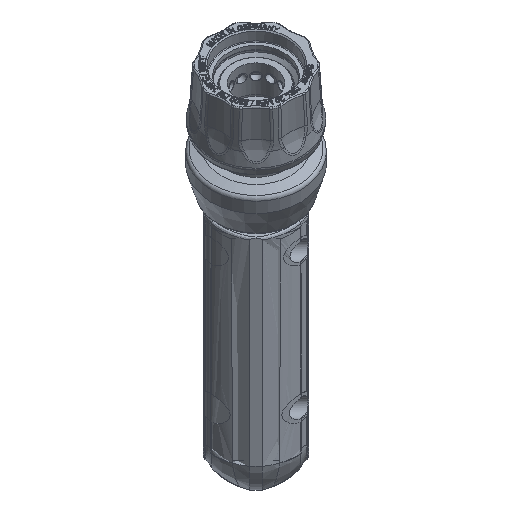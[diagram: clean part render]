
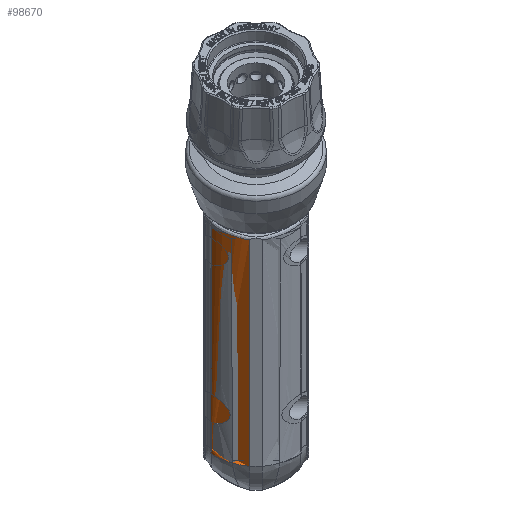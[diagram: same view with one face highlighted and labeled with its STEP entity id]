
A CAD part, top view. The second image highlights one B-rep face of the part: STEP entity #98670.
In plain terms, the highlighted free-form (B-spline) face has degree [3, 3] with [4, 6] control points.
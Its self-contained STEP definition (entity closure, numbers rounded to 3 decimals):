
#3988=LINE('',#157999,#8313);
#8313=VECTOR('',#114977,1000.);
#10132=ELLIPSE('',#103725,18.5,14.545);
#11764=(
BOUNDED_SURFACE()
B_SPLINE_SURFACE(3,3,((#157975,#157976,#157977,#157978,#157979,#157980),
(#157981,#157982,#157983,#157984,#157985,#157986),(#157987,#157988,#157989,
#157990,#157991,#157992),(#157993,#157994,#157995,#157996,#157997,#157998)),
 .SURF_OF_LINEAR_EXTRUSION.,.F.,.F.,.F.)
B_SPLINE_SURFACE_WITH_KNOTS((4,4),(4,2,4),(0.048,0.873),
(-0.002,0.,0.816),.UNSPECIFIED.)
GEOMETRIC_REPRESENTATION_ITEM()
RATIONAL_B_SPLINE_SURFACE(((0.99,0.99,0.99,
0.99,0.99,0.99),(0.933,
0.933,0.933,0.933,0.933,
0.933),(0.928,0.928,0.928,0.928,
0.928,0.928),(0.975,0.975,0.975,
0.975,0.975,0.975)))
REPRESENTATION_ITEM('')
SURFACE()
);
#27243=ORIENTED_EDGE('',*,*,#40769,.T.);
#27244=ORIENTED_EDGE('',*,*,#40770,.T.);
#27245=ORIENTED_EDGE('',*,*,#40762,.F.);
#27246=ORIENTED_EDGE('',*,*,#40293,.T.);
#27247=ORIENTED_EDGE('',*,*,#40161,.T.);
#27248=ORIENTED_EDGE('',*,*,#40771,.F.);
#40161=EDGE_CURVE('',#48285,#48286,#53668,.T.);
#40293=EDGE_CURVE('',#48379,#48285,#53713,.T.);
#40762=EDGE_CURVE('',#48379,#48638,#10132,.F.);
#40769=EDGE_CURVE('',#48641,#48642,#3988,.T.);
#40770=EDGE_CURVE('',#48642,#48638,#53901,.T.);
#40771=EDGE_CURVE('',#48641,#48286,#53902,.T.);
#48285=VERTEX_POINT('',#154761);
#48286=VERTEX_POINT('',#154762);
#48379=VERTEX_POINT('',#155421);
#48638=VERTEX_POINT('',#157939);
#48641=VERTEX_POINT('',#158000);
#48642=VERTEX_POINT('',#158001);
#53668=B_SPLINE_CURVE_WITH_KNOTS('',3,(#154757,#154758,#154759,#154760),
 .UNSPECIFIED.,.F.,.F.,(4,4),(0.,0.002),
 .UNSPECIFIED.);
#53713=B_SPLINE_CURVE_WITH_KNOTS('',3,(#155417,#155418,#155419,#155420),
 .UNSPECIFIED.,.F.,.F.,(4,4),(0.,0.079),.UNSPECIFIED.);
#53901=B_SPLINE_CURVE_WITH_KNOTS('',3,(#158002,#158003,#158004,#158005),
 .UNSPECIFIED.,.F.,.F.,(4,4),(0.,1.),.UNSPECIFIED.);
#53902=B_SPLINE_CURVE_WITH_KNOTS('',3,(#158006,#158007,#158008,#158009,
#158010),.UNSPECIFIED.,.F.,.F.,(4,1,4),(0.002,0.009,
0.016),.UNSPECIFIED.);
#58009=EDGE_LOOP('',(#27243,#27244,#27245,#27246,#27247,#27248));
#62909=FACE_BOUND('',#58009,.T.);
#98670=ADVANCED_FACE('',(#62909),#11764,.T.);
#103725=AXIS2_PLACEMENT_3D('',#157938,#114969,#114970);
#114969=DIRECTION('',(0.,-0.884,-0.468));
#114970=DIRECTION('',(-0.812,0.273,-0.516));
#114977=DIRECTION('',(0.,0.884,0.468));
#154757=CARTESIAN_POINT('',(-14.298,-28.212,12.425));
#154758=CARTESIAN_POINT('',(-14.299,-28.8,12.112));
#154759=CARTESIAN_POINT('',(-14.257,-29.406,11.845));
#154760=CARTESIAN_POINT('',(-14.205,-30.017,11.588));
#154761=CARTESIAN_POINT('',(-14.298,-28.212,12.425));
#154762=CARTESIAN_POINT('',(-14.205,-30.017,11.588));
#155417=CARTESIAN_POINT('',(-14.199,41.634,49.529));
#155418=CARTESIAN_POINT('',(-14.227,18.349,37.167));
#155419=CARTESIAN_POINT('',(-14.259,-4.933,24.799));
#155420=CARTESIAN_POINT('',(-14.298,-28.212,12.425));
#155421=CARTESIAN_POINT('',(-14.199,41.634,49.529));
#157938=CARTESIAN_POINT('',(-1.886,45.546,42.14));
#157939=CARTESIAN_POINT('',(-8.507,39.452,53.65));
#157975=CARTESIAN_POINT('',(-14.353,-30.591,11.093));
#157976=CARTESIAN_POINT('',(-14.353,-30.532,11.124));
#157977=CARTESIAN_POINT('',(-14.353,-30.473,11.155));
#157978=CARTESIAN_POINT('',(-14.353,-6.371,23.916));
#157979=CARTESIAN_POINT('',(-14.353,17.673,36.645));
#157980=CARTESIAN_POINT('',(-14.353,41.716,49.374));
#157981=CARTESIAN_POINT('',(-11.103,-32.345,14.406));
#157982=CARTESIAN_POINT('',(-11.103,-32.286,14.437));
#157983=CARTESIAN_POINT('',(-11.103,-32.227,14.468));
#157984=CARTESIAN_POINT('',(-11.103,-8.125,27.229));
#157985=CARTESIAN_POINT('',(-11.103,15.919,39.958));
#157986=CARTESIAN_POINT('',(-11.103,39.962,52.687));
#157987=CARTESIAN_POINT('',(-6.78,-33.562,16.705));
#157988=CARTESIAN_POINT('',(-6.78,-33.503,16.736));
#157989=CARTESIAN_POINT('',(-6.78,-33.444,16.767));
#157990=CARTESIAN_POINT('',(-6.78,-9.342,29.528));
#157991=CARTESIAN_POINT('',(-6.78,14.701,42.257));
#157992=CARTESIAN_POINT('',(-6.78,38.745,54.986));
#157993=CARTESIAN_POINT('',(-2.053,-34.042,17.611));
#157994=CARTESIAN_POINT('',(-2.053,-33.983,17.642));
#157995=CARTESIAN_POINT('',(-2.053,-33.924,17.674));
#157996=CARTESIAN_POINT('',(-2.053,-9.822,30.434));
#157997=CARTESIAN_POINT('',(-2.053,14.222,43.163));
#157998=CARTESIAN_POINT('',(-2.053,38.265,55.893));
#157999=CARTESIAN_POINT('',(-2.053,2.112,36.752));
#158000=CARTESIAN_POINT('',(-2.053,-33.865,17.705));
#158001=CARTESIAN_POINT('',(-2.053,37.606,55.544));
#158002=CARTESIAN_POINT('',(-2.053,37.606,55.544));
#158003=CARTESIAN_POINT('',(-4.347,37.968,55.172));
#158004=CARTESIAN_POINT('',(-6.521,38.608,54.515));
#158005=CARTESIAN_POINT('',(-8.507,39.452,53.65));
#158006=CARTESIAN_POINT('',(-2.053,-33.865,17.705));
#158007=CARTESIAN_POINT('',(-4.386,-33.599,17.273));
#158008=CARTESIAN_POINT('',(-8.883,-32.635,15.714));
#158009=CARTESIAN_POINT('',(-12.613,-30.996,13.105));
#158010=CARTESIAN_POINT('',(-14.205,-30.017,11.588));
